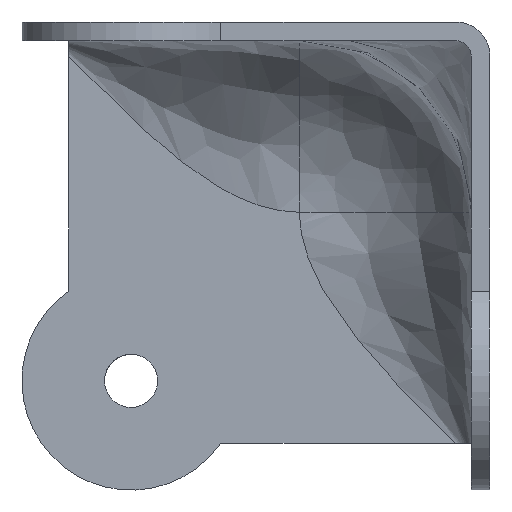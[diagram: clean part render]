
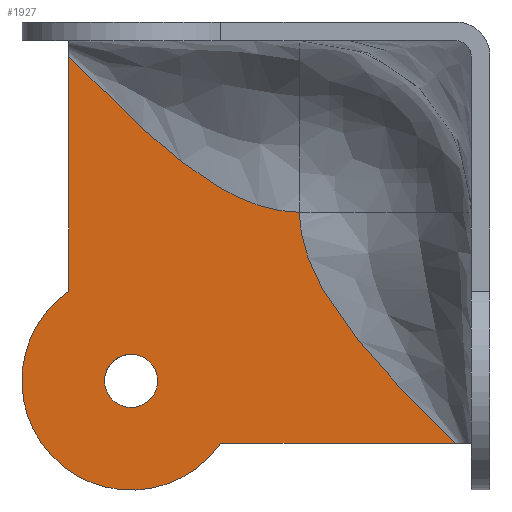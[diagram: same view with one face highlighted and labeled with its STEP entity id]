
A CAD part, left-side view. The second image highlights one B-rep face of the part: STEP entity #1927.
In plain terms, the highlighted free-form (B-spline) face has degree [1, 1] with [2, 2] control points.
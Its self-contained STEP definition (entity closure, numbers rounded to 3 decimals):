
#423=CARTESIAN_POINT('',(-1.2,24.689,6.806));
#424=VERTEX_POINT('',#423);
#430=CARTESIAN_POINT('',(-1.2,23.0,5.3));
#431=VERTEX_POINT('',#430);
#432=CARTESIAN_POINT('',(-1.2,24.689,6.806));
#433=CARTESIAN_POINT('',(-1.2,24.516,5.3));
#434=CARTESIAN_POINT('',(-1.2,23.0,5.3));
#442=(BOUNDED_CURVE()B_SPLINE_CURVE(2,(#432,#433,#434),.UNSPECIFIED.,.F.,.U.)B_SPLINE_CURVE_WITH_KNOTS((3,3),(0.27,0.5),.UNSPECIFIED.)CURVE()GEOMETRIC_REPRESENTATION_ITEM()RATIONAL_B_SPLINE_CURVE((0.957,0.73,1.0))REPRESENTATION_ITEM(''));
#443=EDGE_CURVE('',#424,#431,#442,.T.);
#445=CARTESIAN_POINT('',(-1.2,21.303,6.896));
#446=VERTEX_POINT('',#445);
#447=CARTESIAN_POINT('',(-1.2,23.0,5.3));
#448=CARTESIAN_POINT('',(-1.2,21.401,5.3));
#449=CARTESIAN_POINT('',(-1.2,21.303,6.896));
#457=(BOUNDED_CURVE()B_SPLINE_CURVE(2,(#447,#448,#449),.UNSPECIFIED.,.F.,.U.)B_SPLINE_CURVE_WITH_KNOTS((3,3),(0.5,0.739),.UNSPECIFIED.)CURVE()GEOMETRIC_REPRESENTATION_ITEM()RATIONAL_B_SPLINE_CURVE((1.0,0.72,0.976))REPRESENTATION_ITEM(''));
#458=EDGE_CURVE('',#431,#446,#457,.T.);
#553=CARTESIAN_POINT('',(-1.2,23.0,8.7));
#554=VERTEX_POINT('',#553);
#555=CARTESIAN_POINT('',(-1.2,21.303,6.896));
#556=CARTESIAN_POINT('',(-1.2,21.3,6.948));
#557=CARTESIAN_POINT('',(-1.2,21.3,7.0));
#558=CARTESIAN_POINT('',(-1.2,21.3,8.7));
#559=CARTESIAN_POINT('',(-1.2,23.0,8.7));
#567=(BOUNDED_CURVE()B_SPLINE_CURVE(2,(#555,#556,#557,#558,#559),.UNSPECIFIED.,.F.,.U.)B_SPLINE_CURVE_WITH_KNOTS((3,2,3),(0.739,0.75,1.0),.UNSPECIFIED.)CURVE()GEOMETRIC_REPRESENTATION_ITEM()RATIONAL_B_SPLINE_CURVE((0.976,0.988,1.0,0.707,1.0))REPRESENTATION_ITEM(''));
#568=EDGE_CURVE('',#446,#554,#567,.T.);
#570=CARTESIAN_POINT('',(-1.2,23.0,8.7));
#571=CARTESIAN_POINT('',(-1.2,24.7,8.7));
#572=CARTESIAN_POINT('',(-1.2,24.7,7.0));
#573=CARTESIAN_POINT('',(-1.2,24.7,6.903));
#574=CARTESIAN_POINT('',(-1.2,24.689,6.806));
#582=(BOUNDED_CURVE()B_SPLINE_CURVE(2,(#570,#571,#572,#573,#574),.UNSPECIFIED.,.F.,.U.)B_SPLINE_CURVE_WITH_KNOTS((3,2,3),(0.0,0.25,0.27),.UNSPECIFIED.)CURVE()GEOMETRIC_REPRESENTATION_ITEM()RATIONAL_B_SPLINE_CURVE((1.0,0.707,1.0,0.977,0.957))REPRESENTATION_ITEM(''));
#583=EDGE_CURVE('',#554,#424,#582,.T.);
#1303=CARTESIAN_POINT('',(-1.2,2.2,3.0));
#1304=VERTEX_POINT('',#1303);
#1327=CARTESIAN_POINT('',(-1.2,12.2,17.8));
#1328=VERTEX_POINT('',#1327);
#1342=CARTESIAN_POINT('',(-1.2,2.2,3.0));
#1343=CARTESIAN_POINT('',(-1.2,7.2,7.933));
#1344=CARTESIAN_POINT('',(-1.2,12.2,12.867));
#1345=CARTESIAN_POINT('',(-1.2,12.2,17.8));
#1346=B_SPLINE_CURVE_WITH_KNOTS('',3,(#1342,#1343,#1344,#1345),.UNSPECIFIED.,.F.,.U.,(4,4),(0.0,0.938),.UNSPECIFIED.);
#1347=EDGE_CURVE('',#1304,#1328,#1346,.T.);
#1483=CARTESIAN_POINT('',(-1.2,27.0,27.8));
#1484=VERTEX_POINT('',#1483);
#1500=CARTESIAN_POINT('',(-1.2,12.2,17.8));
#1501=CARTESIAN_POINT('',(-1.2,17.133,17.8));
#1502=CARTESIAN_POINT('',(-1.2,22.067,22.8));
#1503=CARTESIAN_POINT('',(-1.2,27.0,27.8));
#1504=B_SPLINE_CURVE_WITH_KNOTS('',3,(#1500,#1501,#1502,#1503),.UNSPECIFIED.,.F.,.U.,(4,4),(0.0,0.938),.UNSPECIFIED.);
#1505=EDGE_CURVE('',#1328,#1484,#1504,.T.);
#1657=CARTESIAN_POINT('',(-1.2,17.255,3.));
#1658=VERTEX_POINT('',#1657);
#1664=CARTESIAN_POINT('',(-1.2,27.0,12.745));
#1665=VERTEX_POINT('',#1664);
#1666=CARTESIAN_POINT('',(-1.2,17.255,3.));
#1667=CARTESIAN_POINT('',(-1.2,19.891,-0.785));
#1668=CARTESIAN_POINT('',(-1.2,24.41,0.143));
#1669=CARTESIAN_POINT('',(-1.2,28.928,1.072));
#1670=CARTESIAN_POINT('',(-1.2,29.857,5.59));
#1671=CARTESIAN_POINT('',(-1.2,30.785,10.109));
#1672=CARTESIAN_POINT('',(-1.2,27.0,12.745));
#1680=(BOUNDED_CURVE()B_SPLINE_CURVE(2,(#1666,#1667,#1668,#1669,#1670,#1671,#1672),.UNSPECIFIED.,.F.,.U.)B_SPLINE_CURVE_WITH_KNOTS((3,2,2,3),(0.0,0.333,0.667,1.0),.UNSPECIFIED.)CURVE()GEOMETRIC_REPRESENTATION_ITEM()RATIONAL_B_SPLINE_CURVE((1.0,0.835,1.0,0.835,1.0,0.835,1.0))REPRESENTATION_ITEM(''));
#1681=EDGE_CURVE('',#1658,#1665,#1680,.T.);
#1708=CARTESIAN_POINT('',(-1.2,27.0,27.8));
#1709=CARTESIAN_POINT('',(-1.2,27.0,12.745));
#1710=QUASI_UNIFORM_CURVE('',1,(#1708,#1709),.UNSPECIFIED.,.F.,.U.);
#1711=EDGE_CURVE('',#1484,#1665,#1710,.T.);
#1805=CARTESIAN_POINT('',(-1.2,17.255,3.));
#1806=CARTESIAN_POINT('',(-1.2,2.2,3.0));
#1807=QUASI_UNIFORM_CURVE('',1,(#1805,#1806),.UNSPECIFIED.,.F.,.U.);
#1808=EDGE_CURVE('',#1658,#1304,#1807,.T.);
#1909=CARTESIAN_POINT('',(-1.2,0.812,-1.385));
#1910=CARTESIAN_POINT('',(-1.2,31.385,-1.385));
#1911=CARTESIAN_POINT('',(-1.2,0.812,29.188));
#1912=CARTESIAN_POINT('',(-1.2,31.385,29.188));
#1913=B_SPLINE_SURFACE_WITH_KNOTS('',1,1,((#1909,#1911),(#1910,#1912)),.UNSPECIFIED.,.F.,.F.,.U.,(2,2),(2,2),(0.0,30.574),(0.0,30.574),.UNSPECIFIED.);
#1914=ORIENTED_EDGE('',*,*,#1808,.T.);
#1915=ORIENTED_EDGE('',*,*,#1347,.T.);
#1916=ORIENTED_EDGE('',*,*,#1505,.T.);
#1917=ORIENTED_EDGE('',*,*,#1711,.T.);
#1918=ORIENTED_EDGE('',*,*,#1681,.F.);
#1919=EDGE_LOOP('',(#1914,#1915,#1916,#1917,#1918));
#1920=FACE_OUTER_BOUND('',#1919,.T.);
#1921=ORIENTED_EDGE('',*,*,#458,.F.);
#1922=ORIENTED_EDGE('',*,*,#443,.F.);
#1923=ORIENTED_EDGE('',*,*,#583,.F.);
#1924=ORIENTED_EDGE('',*,*,#568,.F.);
#1925=EDGE_LOOP('',(#1921,#1922,#1923,#1924));
#1926=FACE_BOUND('',#1925,.T.);
#1927=ADVANCED_FACE('',(#1920,#1926),#1913,.F.);
